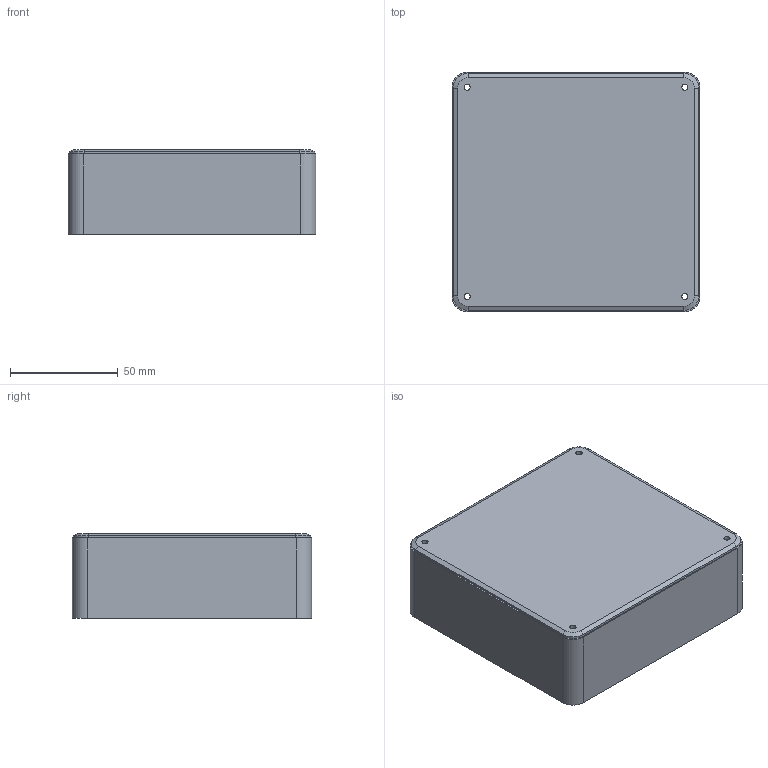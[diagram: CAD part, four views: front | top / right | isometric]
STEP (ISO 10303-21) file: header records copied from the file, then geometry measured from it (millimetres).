
FILE_DESCRIPTION(/* description */ (''),/* implementation_level */ '2;1');
FILE_NAME(/* name */ 'BalancedAudioBox.step',/* time_stamp */ '2021-09-05T21:22:15+02:00',/* author */ (''),/* organization */ (''),/* preprocessor_version */ 'ST-DEVELOPER v18.1',/* originating_system */ 'Autodesk Translation Framework v10.10.0.1391',/* authorisation */ '');
FILE_SCHEMA (('AUTOMOTIVE_DESIGN { 1 0 10303 214 3 1 1 }'));
Length unit declared in the file: millimetre
Products named in the file (10): BalancedAudioBox; PinHeader_2x10_P2; SOLID (4); XMOS_Board; COMPOUND (1); PCB; Bottom Case; Neutrik_NC3MAH-0; COMPOUND (2); Cover
Assembly tree (10 placements, depth 3):
  BalancedAudioBox
    PinHeader_2x10_P2
      SOLID (4)
    XMOS_Board
      COMPOUND (1)
    Neutrik_NC3MAH-0  x2
      COMPOUND (2)
    PCB
    Bottom Case
    Cover
Bounding box: 115 x 111 x 39.3 mm (x, y, z)
Volume: 148189.4 mm3; surface area: 111989 mm2
Topology: 17 solids, 19 shells, 2372 faces, 6154 edges, 3820 vertices
Faces by surface type: plane 1301, cylinder 537, bspline 218, torus 140, cone 90, sphere 86
Full cylindrical faces by diameter (mm): 0.3 x2, 0.9 x6, 0.91 x5, 1 x30, 1.2 x10, 1.5 x6, 1.6 x8, 1.8 x6, 2.04 x12, 2.38 x12, 2.5 x2, 2.84 x4, 3 x9, 3.148 x2, 3.2 x5, 3.64 x6, 5.2 x2, 5.8 x2, 6 x2, 21.8 x4
Entity records: 52005 total; most frequent: CARTESIAN_POINT 14865, ORIENTED_EDGE 7642, DIRECTION 7337, EDGE_CURVE 3821, LINE 2575, VECTOR 2575, VERTEX_POINT 2400, AXIS2_PLACEMENT_3D 2381
